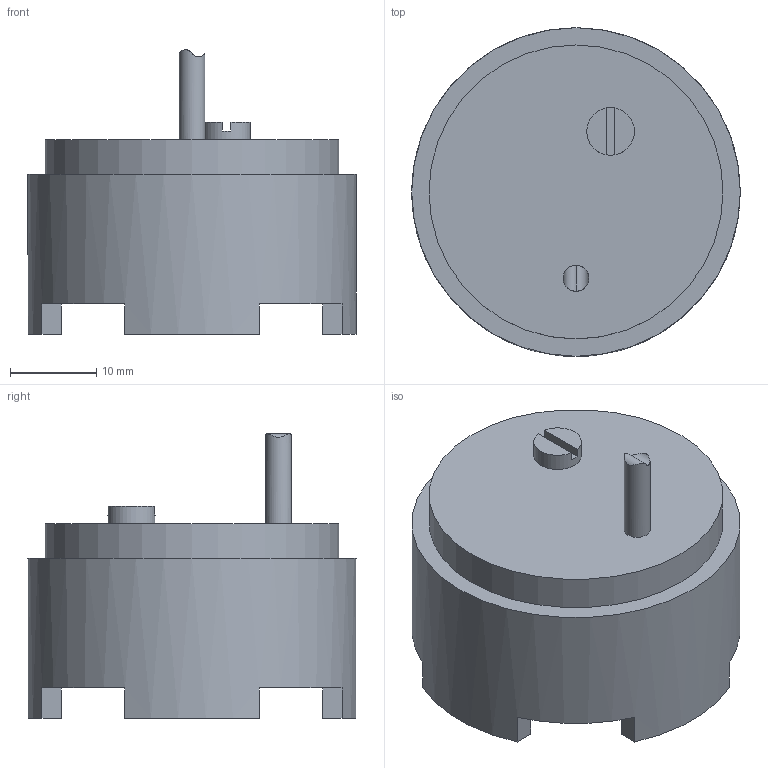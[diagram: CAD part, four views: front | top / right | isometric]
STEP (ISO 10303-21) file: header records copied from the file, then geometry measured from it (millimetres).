
FILE_DESCRIPTION(/* description */ (''),/* implementation_level */ '2;1');
FILE_NAME(/* name */ 'KA9352_Shrinkwrap_1.stp',/* time_stamp */ '2021-08-20T11:25:49+02:00',/* author */ ('Krieger Anja'),/* organization */ (''),/* preprocessor_version */ 'ST-DEVELOPER v18.1',/* originating_system */ 'Autodesk Inventor 2021',/* authorisation */ '');
FILE_SCHEMA (('AUTOMOTIVE_DESIGN { 1 0 10303 214 3 1 1 }'));
Length unit declared in the file: millimetre
Products named in the file (1): KA9352_Shrinkwrap_1
Bounding box: 38 x 38 x 32.9 mm (x, y, z)
Volume: 21204.9 mm3; surface area: 5135.9 mm2
Topology: 1 solids, 1 shells, 30 faces, 76 edges, 51 vertices
Faces by surface type: plane 20, cylinder 10
Full cylindrical faces by diameter (mm): 3 x1, 5.5 x1, 34 x1, 38 x1
Entity records: 1056 total; most frequent: CARTESIAN_POINT 218, DIRECTION 161, ORIENTED_EDGE 152, EDGE_CURVE 76, AXIS2_PLACEMENT_3D 58, VERTEX_POINT 51, LINE 45, VECTOR 45
